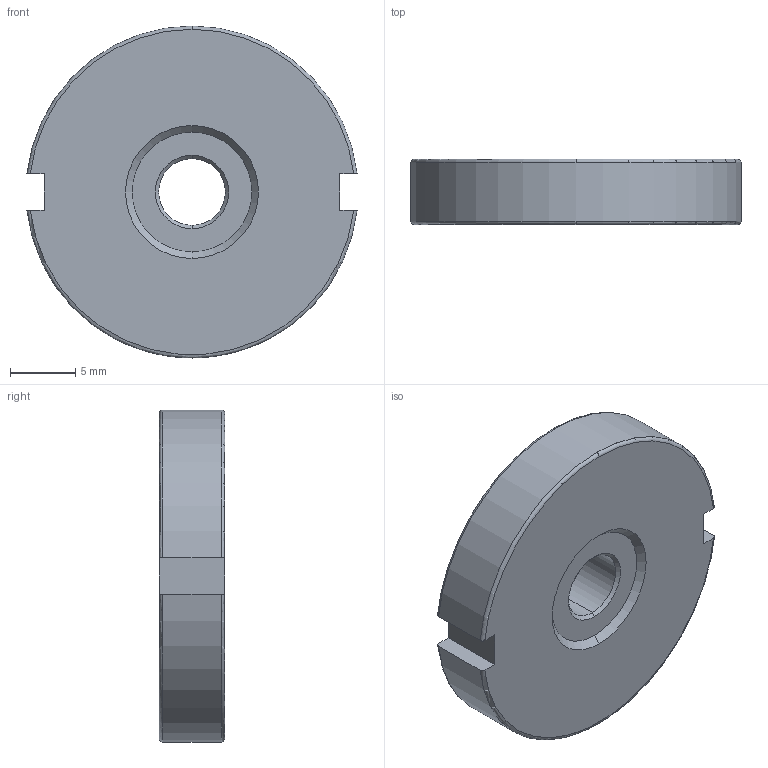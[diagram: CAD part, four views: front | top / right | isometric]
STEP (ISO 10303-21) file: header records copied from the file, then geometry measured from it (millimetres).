
FILE_DESCRIPTION (( 'STEP AP203' ), '1' );
FILE_NAME ('TTN101509-E0W.STEP', '2016-08-23T20:43:25', ( 'admin' ), ( '' ), 'SwSTEP 2.0', 'SolidWorks 2016', '' );
FILE_SCHEMA (( 'CONFIG_CONTROL_DESIGN' ));
Length unit declared in the file: inch
Products named in the file (1): TTN101509-E0W
Bounding box: 25.22 x 5 x 25.37 mm (x, y, z)
Volume: 2330.9 mm3; surface area: 1439.6 mm2
Topology: 1 solids, 1 shells, 332 faces, 887 edges, 590 vertices
Faces by surface type: bspline 204, plane 109, cone 8, torus 6, cylinder 5
Entity records: 16246 total; most frequent: CARTESIAN_POINT 9266, ORIENTED_EDGE 1774, EDGE_CURVE 887, DIRECTION 761, VERTEX_POINT 590, VECTOR 439, LINE 439, B_SPLINE_CURVE_WITH_KNOTS 416
